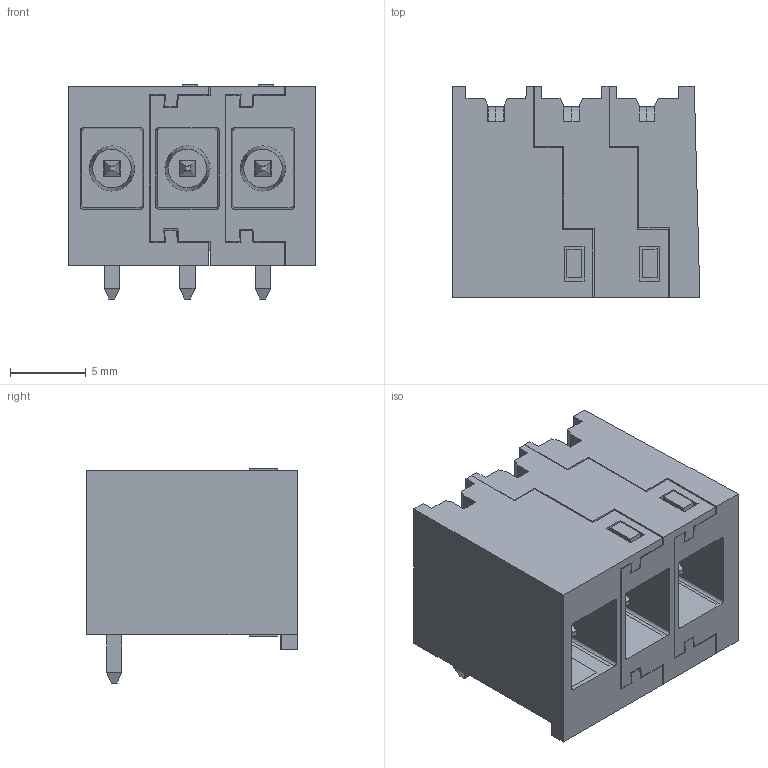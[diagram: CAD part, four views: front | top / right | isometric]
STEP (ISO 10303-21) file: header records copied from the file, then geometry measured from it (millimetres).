
FILE_DESCRIPTION(('CATIA V5 STEP Exchange','CAx-IF Rec.Pracs.--- Model Styling and Organization---1.4--- 2014-01-23'),'2;1');
FILE_NAME ('1328580-2_0_8000072503_8000072503.stp','2021-04-07T10:18:46+00:00',('none'),('Weidmueller'),'CATIA Version 5-6 Release 2016 SP3 HF44','CATIA V5 STEP AP214','none');
FILE_SCHEMA(('AUTOMOTIVE_DESIGN { 1 0 10303 214 1 1 1 1 }'));
Length unit declared in the file: millimetre
Products named in the file (1): 8000072503
Bounding box: 16.4 x 14.02 x 14.18 mm (x, y, z)
Volume: 1766.8 mm3; surface area: 3101.9 mm2
Topology: 6 solids, 6 shells, 293 faces, 805 edges, 529 vertices
Faces by surface type: plane 257, cylinder 18, revolution 12, cone 6
Entity records: 9434 total; most frequent: CARTESIAN_POINT 2055, ORIENTED_EDGE 1610, DIRECTION 1204, EDGE_CURVE 805, VECTOR 730, LINE 730, VERTEX_POINT 529, EDGE_LOOP 312
